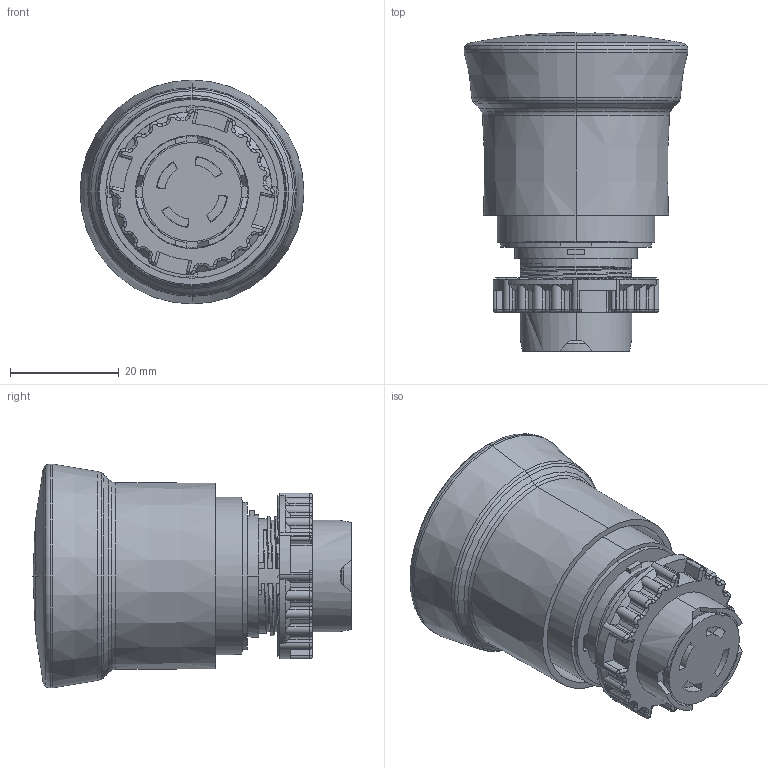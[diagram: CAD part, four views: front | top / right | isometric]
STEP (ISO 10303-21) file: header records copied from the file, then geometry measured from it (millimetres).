
FILE_DESCRIPTION((''),'2;1');
FILE_NAME('CSW-BESP_WH_ASM','2022-04-12T09:39:22',('klemen.sitar'),('Audax d.o.o.'),'CREO PARAMETRIC BY PTC INC, 2021304','CREO PARAMETRIC BY PTC INC, 2021304','');
FILE_SCHEMA(('AP242_MANAGED_MODEL_BASED_3D_ENGINEERING_MIM_LF { 1 0 10303 442 1 1 4 }'));
Length unit declared in the file: metre
Products named in the file (8): CSW-BESP_WH_1_1; CSW-BESP_WH_2; CSW-BESP_WH_3; CSW-BESP_WH_4; CSW-BESP_WH_5; CSW-BESP_WH_6; CSW-BESP_WH_7; CSW-BESP_WH_ASM
Assembly tree (7 placements, depth 2):
  CSW-BESP_WH_ASM
    CSW-BESP_WH_1_1
    CSW-BESP_WH_2
    CSW-BESP_WH_3
    CSW-BESP_WH_4
    CSW-BESP_WH_5
    CSW-BESP_WH_6
    CSW-BESP_WH_7
Bounding box: 41.2 x 58.64 x 41.2 mm (x, y, z)
Volume: 13384.2 mm3; surface area: 20804.3 mm2
Topology: 6 solids, 8 shells, 661 faces, 1903 edges, 1242 vertices
Faces by surface type: plane 251, cylinder 169, bspline 100, torus 73, cone 54, sphere 14
Entity records: 35060 total; most frequent: CARTESIAN_POINT 12211, ORIENTED_EDGE 3738, DIRECTION 3465, EDGE_CURVE 1891, AXIS2_PLACEMENT_3D 1401, VERTEX_POINT 1242, CIRCLE 818, EDGE_LOOP 687
